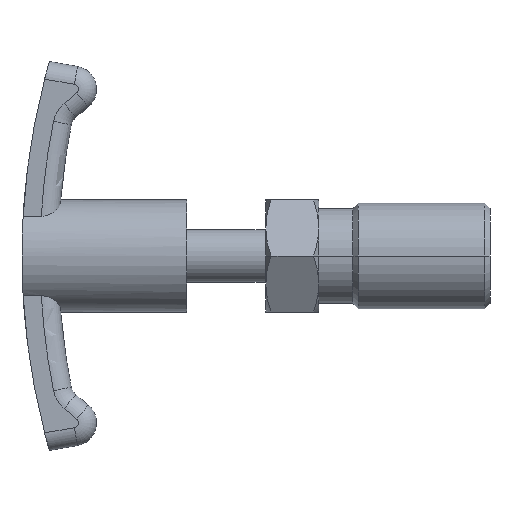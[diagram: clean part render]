
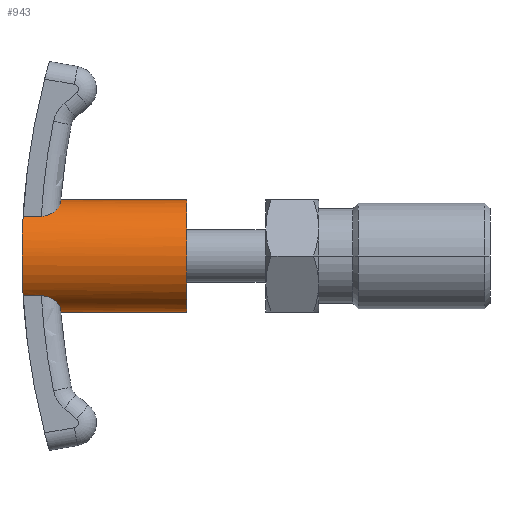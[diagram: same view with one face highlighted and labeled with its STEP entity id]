
A CAD part, left-side view. The second image highlights one B-rep face of the part: STEP entity #943.
In plain terms, the highlighted cylindrical face has radius 8.5 mm (diameter 17 mm), a partial arc.
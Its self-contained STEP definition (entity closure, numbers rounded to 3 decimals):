
#465=VERTEX_POINT('',#1218);
#531=VERTEX_POINT('',#1293);
#559=EDGE_CURVE('',#623,#579,#1324,.T.);
#579=VERTEX_POINT('',#1347);
#615=EDGE_CURVE('',#1033,#947,#1388,.T.);
#623=VERTEX_POINT('',#1396);
#693=EDGE_CURVE('',#699,#871,#1477,.T.);
#699=VERTEX_POINT('',#1483);
#723=EDGE_CURVE('',#1089,#699,#1507,.T.);
#731=VERTEX_POINT('',#1515);
#837=VERTEX_POINT('',#1628);
#871=VERTEX_POINT('',#1667);
#943=ADVANCED_FACE('',(#1751),#1752,.T.);
#947=VERTEX_POINT('',#1757);
#957=EDGE_CURVE('',#947,#623,#1767,.T.);
#975=EDGE_CURVE('',#465,#579,#1787,.T.);
#1005=EDGE_CURVE('',#1089,#731,#1822,.T.);
#1033=VERTEX_POINT('',#1852);
#1061=EDGE_CURVE('',#731,#465,#1883,.T.);
#1063=EDGE_CURVE('',#531,#1033,#1885,.T.);
#1089=VERTEX_POINT('',#1916);
#1091=EDGE_CURVE('',#837,#531,#1918,.T.);
#1117=EDGE_CURVE('',#871,#837,#1944,.T.);
#1218=CARTESIAN_POINT('',(0.,20.0,-8.5));
#1293=CARTESIAN_POINT('',(-8.5,45.0,0.));
#1324=B_SPLINE_CURVE_WITH_KNOTS('',3,(#2336,#2337,#2338,#2339,#2340,#2341,#2342,#2343,#2344,#2345),.UNSPECIFIED.,.F.,.F.,(4,2,2,2,4),(22.424,24.026,25.628,27.229,28.831),.UNSPECIFIED.);
#1347=CARTESIAN_POINT('',(0.,39.142,-8.5));
#1388=LINE('',#2438,#2439);
#1396=CARTESIAN_POINT('',(-3.25,39.194,-7.854));
#1477=B_SPLINE_CURVE_WITH_KNOTS('',3,(#2598,#2599,#2600,#2601,#2602,#2603,#2604,#2605,#2606,#2607,#2608,#2609),.UNSPECIFIED.,.F.,.F.,(4,2,2,2,2,4),(0.0,1.177,2.57,3.848,4.481,5.102),.UNSPECIFIED.);
#1483=CARTESIAN_POINT('',(-3.25,39.194,7.854));
#1507=B_SPLINE_CURVE_WITH_KNOTS('',3,(#2675,#2676,#2677,#2678,#2679,#2680,#2681,#2682,#2683,#2684,#2685),.UNSPECIFIED.,.F.,.F.,(4,2,3,2,4),(-3.203,-1.602,0.0,1.602,3.203),.UNSPECIFIED.);
#1515=CARTESIAN_POINT('',(0.,20.0,8.5));
#1628=CARTESIAN_POINT('',(-6.0,44.83,6.021));
#1667=CARTESIAN_POINT('',(-6.0,42.075,6.021));
#1751=FACE_OUTER_BOUND('',#3145,.T.);
#1752=CYLINDRICAL_SURFACE('',#3146,8.5);
#1757=CARTESIAN_POINT('',(-6.0,42.075,-6.021));
#1767=B_SPLINE_CURVE_WITH_KNOTS('',3,(#3165,#3166,#3167,#3168,#3169,#3170,#3171,#3172,#3173,#3174,#3175,#3176),.UNSPECIFIED.,.F.,.F.,(4,2,2,2,2,4),(0.0,0.773,1.661,2.833,3.826,4.796),.UNSPECIFIED.);
#1787=LINE('',#3201,#3202);
#1822=LINE('',#3254,#3255);
#1852=CARTESIAN_POINT('',(-6.0,44.83,-6.021));
#1883=CIRCLE('',#3368,8.5);
#1885=B_SPLINE_CURVE_WITH_KNOTS('',3,(#3371,#3372,#3373,#3374,#3375,#3376,#3377,#3378,#3379,#3380,#3381,#3382),.UNSPECIFIED.,.F.,.F.,(4,2,2,2,2,4),(12.813,14.415,16.016,17.618,19.22,19.235),.UNSPECIFIED.);
#1916=CARTESIAN_POINT('',(0.,39.142,8.5));
#1918=B_SPLINE_CURVE_WITH_KNOTS('',3,(#3421,#3422,#3423,#3424,#3425,#3426,#3427,#3428,#3429,#3430,#3431,#3432),.UNSPECIFIED.,.F.,.F.,(4,2,2,2,2,4),(6.392,6.407,8.008,9.61,11.212,12.813),.UNSPECIFIED.);
#1944=LINE('',#3479,#3480);
#2336=CARTESIAN_POINT('',(-3.254,39.194,-7.853));
#2337=CARTESIAN_POINT('',(-2.73,39.177,-8.07));
#2338=CARTESIAN_POINT('',(-2.184,39.164,-8.234));
#2339=CARTESIAN_POINT('',(-1.086,39.146,-8.449));
#2340=CARTESIAN_POINT('',(-0.534,39.142,-8.5));
#2341=CARTESIAN_POINT('',(0.534,39.142,-8.5));
#2342=CARTESIAN_POINT('',(1.086,39.146,-8.449));
#2343=CARTESIAN_POINT('',(2.184,39.164,-8.234));
#2344=CARTESIAN_POINT('',(2.73,39.177,-8.07));
#2345=CARTESIAN_POINT('',(3.254,39.194,-7.853));
#2438=CARTESIAN_POINT('',(-6.0,40.72,-6.021));
#2439=VECTOR('',#3793,1.0);
#2598=CARTESIAN_POINT('',(-3.25,39.194,7.854));
#2599=CARTESIAN_POINT('',(-3.612,39.206,7.704));
#2600=CARTESIAN_POINT('',(-3.959,39.29,7.53));
#2601=CARTESIAN_POINT('',(-4.651,39.599,7.128));
#2602=CARTESIAN_POINT('',(-4.986,39.847,6.892));
#2603=CARTESIAN_POINT('',(-5.509,40.434,6.481));
#2604=CARTESIAN_POINT('',(-5.705,40.762,6.304));
#2605=CARTESIAN_POINT('',(-5.896,41.296,6.123));
#2606=CARTESIAN_POINT('',(-5.943,41.483,6.077));
#2607=CARTESIAN_POINT('',(-5.999,41.866,6.022));
#2608=CARTESIAN_POINT('',(-6.007,42.057,6.014));
#2609=CARTESIAN_POINT('',(-5.994,42.25,6.026));
#2675=CARTESIAN_POINT('',(3.254,39.194,7.853));
#2676=CARTESIAN_POINT('',(2.73,39.177,8.07));
#2677=CARTESIAN_POINT('',(2.184,39.164,8.234));
#2678=CARTESIAN_POINT('',(1.086,39.146,8.449));
#2679=CARTESIAN_POINT('',(0.534,39.142,8.5));
#2680=CARTESIAN_POINT('',(0.,39.142,8.5));
#2681=CARTESIAN_POINT('',(-0.534,39.142,8.5));
#2682=CARTESIAN_POINT('',(-1.086,39.146,8.449));
#2683=CARTESIAN_POINT('',(-2.184,39.164,8.234));
#2684=CARTESIAN_POINT('',(-2.73,39.177,8.07));
#2685=CARTESIAN_POINT('',(-3.254,39.194,7.853));
#3145=EDGE_LOOP('',(#4225,#4226,#4227,#4228,#4229,#4230,#4231,#4232,#4233,#4234,#4235));
#3146=AXIS2_PLACEMENT_3D('',#4236,#4237,#4238);
#3165=CARTESIAN_POINT('',(-5.994,42.25,-6.026));
#3166=CARTESIAN_POINT('',(-6.011,41.993,-6.01));
#3167=CARTESIAN_POINT('',(-5.991,41.739,-6.03));
#3168=CARTESIAN_POINT('',(-5.878,41.208,-6.14));
#3169=CARTESIAN_POINT('',(-5.777,40.944,-6.237));
#3170=CARTESIAN_POINT('',(-5.475,40.389,-6.506));
#3171=CARTESIAN_POINT('',(-5.244,40.102,-6.699));
#3172=CARTESIAN_POINT('',(-4.727,39.664,-7.071));
#3173=CARTESIAN_POINT('',(-4.457,39.5,-7.246));
#3174=CARTESIAN_POINT('',(-3.878,39.272,-7.571));
#3175=CARTESIAN_POINT('',(-3.57,39.204,-7.722));
#3176=CARTESIAN_POINT('',(-3.25,39.194,-7.854));
#3201=CARTESIAN_POINT('',(0.,33.0,-8.5));
#3202=VECTOR('',#4281,1.0);
#3254=CARTESIAN_POINT('',(0.,33.0,8.5));
#3255=VECTOR('',#4325,1.0);
#3368=AXIS2_PLACEMENT_3D('',#4387,#4388,#4389);
#3371=CARTESIAN_POINT('',(-8.5,45.0,0.));
#3372=CARTESIAN_POINT('',(-8.5,45.0,-0.534));
#3373=CARTESIAN_POINT('',(-8.449,44.996,-1.086));
#3374=CARTESIAN_POINT('',(-8.234,44.979,-2.184));
#3375=CARTESIAN_POINT('',(-8.07,44.966,-2.73));
#3376=CARTESIAN_POINT('',(-7.636,44.934,-3.777));
#3377=CARTESIAN_POINT('',(-7.366,44.915,-4.279));
#3378=CARTESIAN_POINT('',(-6.742,44.874,-5.207));
#3379=CARTESIAN_POINT('',(-6.388,44.852,-5.633));
#3380=CARTESIAN_POINT('',(-6.007,44.83,-6.014));
#3381=CARTESIAN_POINT('',(-6.003,44.83,-6.017));
#3382=CARTESIAN_POINT('',(-6.0,44.83,-6.021));
#3421=CARTESIAN_POINT('',(-6.0,44.83,6.021));
#3422=CARTESIAN_POINT('',(-6.003,44.83,6.017));
#3423=CARTESIAN_POINT('',(-6.007,44.83,6.014));
#3424=CARTESIAN_POINT('',(-6.388,44.852,5.633));
#3425=CARTESIAN_POINT('',(-6.742,44.874,5.207));
#3426=CARTESIAN_POINT('',(-7.366,44.915,4.279));
#3427=CARTESIAN_POINT('',(-7.636,44.934,3.777));
#3428=CARTESIAN_POINT('',(-8.07,44.966,2.73));
#3429=CARTESIAN_POINT('',(-8.234,44.979,2.184));
#3430=CARTESIAN_POINT('',(-8.449,44.996,1.086));
#3431=CARTESIAN_POINT('',(-8.5,45.0,0.534));
#3432=CARTESIAN_POINT('',(-8.5,45.0,0.));
#3479=CARTESIAN_POINT('',(-6.0,40.72,6.021));
#3480=VECTOR('',#4449,1.0);
#3793=DIRECTION('',(0.0,-1.0,0.0));
#4225=ORIENTED_EDGE('',*,*,#975,.F.);
#4226=ORIENTED_EDGE('',*,*,#1061,.F.);
#4227=ORIENTED_EDGE('',*,*,#1005,.F.);
#4228=ORIENTED_EDGE('',*,*,#723,.T.);
#4229=ORIENTED_EDGE('',*,*,#693,.T.);
#4230=ORIENTED_EDGE('',*,*,#1117,.T.);
#4231=ORIENTED_EDGE('',*,*,#1091,.T.);
#4232=ORIENTED_EDGE('',*,*,#1063,.T.);
#4233=ORIENTED_EDGE('',*,*,#615,.T.);
#4234=ORIENTED_EDGE('',*,*,#957,.T.);
#4235=ORIENTED_EDGE('',*,*,#559,.T.);
#4236=CARTESIAN_POINT('',(0.0,33.0,0.0));
#4237=DIRECTION('',(-0.0,-1.0,-0.0));
#4238=DIRECTION('',(0.,0.0,-1.0));
#4281=DIRECTION('',(0.0,1.0,0.0));
#4325=DIRECTION('',(-0.0,-1.0,-0.0));
#4387=CARTESIAN_POINT('',(0.0,20.0,0.0));
#4388=DIRECTION('',(0.0,-1.0,0.0));
#4389=DIRECTION('',(0.,0.0,-1.0));
#4449=DIRECTION('',(0.0,1.0,0.0));
